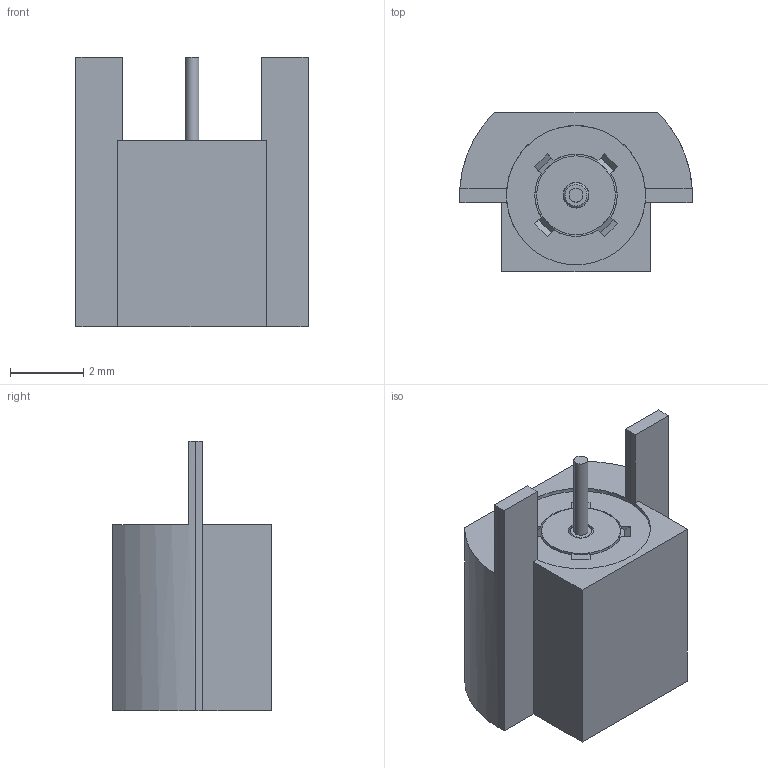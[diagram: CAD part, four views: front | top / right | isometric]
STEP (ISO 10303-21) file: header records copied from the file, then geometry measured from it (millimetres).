
FILE_DESCRIPTION (( 'STEP AP203' ), '1' );
FILE_NAME ('R222.423.320 E.STEP', '2014-02-25T09:53:04', ( 'adminradiall' ), ( 'Microsoft' ), 'SwSTEP 2.0', 'SolidWorks 2011', '' );
FILE_SCHEMA (( 'CONFIG_CONTROL_DESIGN' ));
Length unit declared in the file: millimetre
Products named in the file (1): R222.423.320 E
Bounding box: 6.35 x 4.35 x 7.37 mm (x, y, z)
Volume: 88.7 mm3; surface area: 200 mm2
Topology: 1 solids, 1 shells, 87 faces, 235 edges, 154 vertices
Faces by surface type: plane 50, cylinder 25, cone 10, torus 2
Entity records: 2844 total; most frequent: CARTESIAN_POINT 537, ORIENTED_EDGE 470, DIRECTION 469, EDGE_CURVE 235, AXIS2_PLACEMENT_3D 166, VERTEX_POINT 154, LINE 137, VECTOR 137
